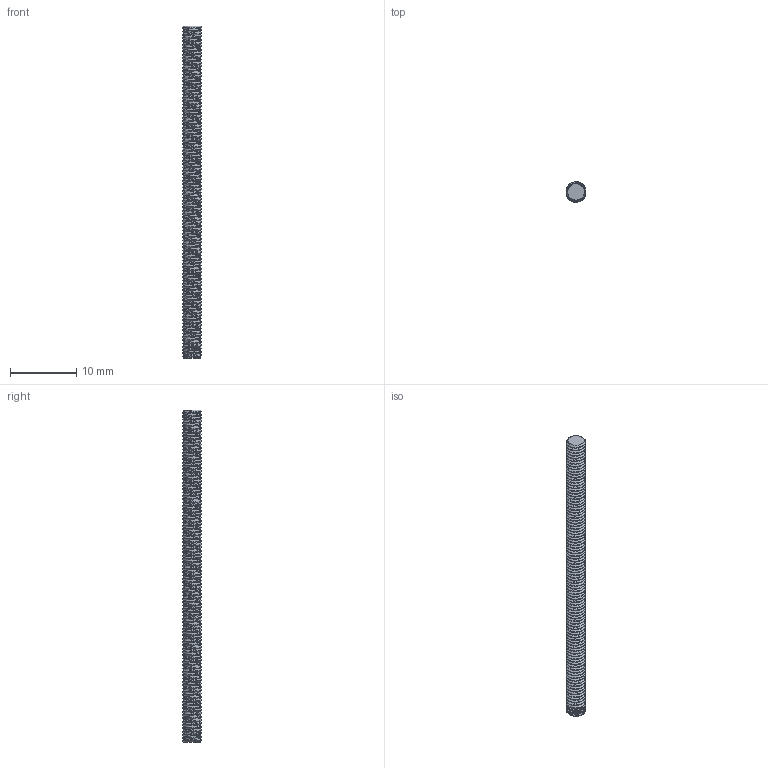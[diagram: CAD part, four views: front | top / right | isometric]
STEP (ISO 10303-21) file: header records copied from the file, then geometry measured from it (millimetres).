
FILE_DESCRIPTION (( 'STEP AP214' ), '1' );
FILE_NAME ('Threaded Rod M3x50.STEP', '2020-07-09T11:23:37', ( 'Elessar' ), ( '' ), 'SwSTEP 2.0', 'SolidWorks 2018', '' );
FILE_SCHEMA (( 'AUTOMOTIVE_DESIGN' ));
Length unit declared in the file: millimetre
Products named in the file (1): Threaded Rod M3x50
Bounding box: 3 x 3 x 50 mm (x, y, z)
Volume: 286.6 mm3; surface area: 700.1 mm2
Topology: 1 solids, 1 shells, 210 faces, 620 edges, 412 vertices
Faces by surface type: cylinder 199, cone 4, plane 4, bspline 3
Entity records: 21865 total; most frequent: CARTESIAN_POINT 17245, ORIENTED_EDGE 1240, DIRECTION 633, EDGE_CURVE 620, VERTEX_POINT 412, AXIS2_PLACEMENT_3D 213, ADVANCED_FACE 210, EDGE_LOOP 210
